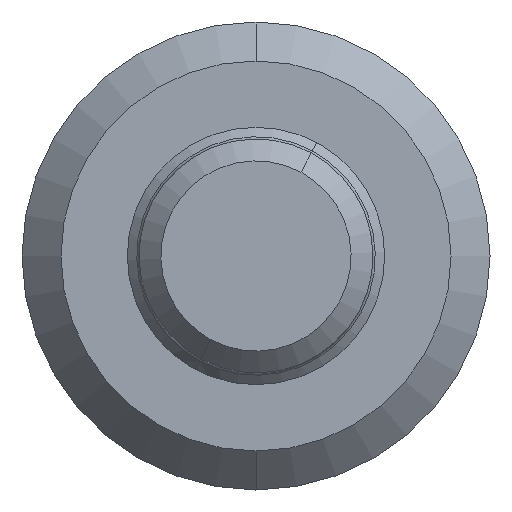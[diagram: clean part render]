
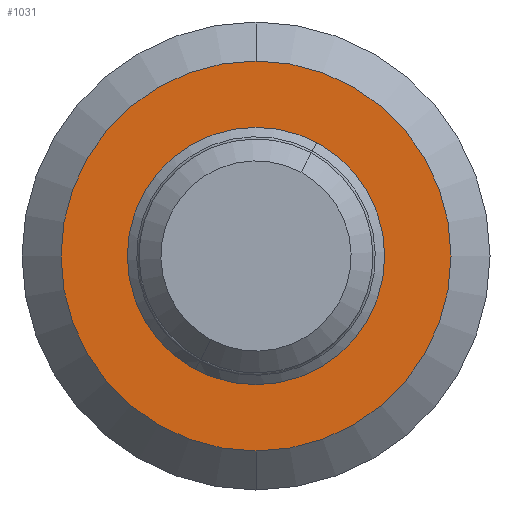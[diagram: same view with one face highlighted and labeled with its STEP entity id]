
A CAD part, front view. The second image highlights one B-rep face of the part: STEP entity #1031.
In plain terms, the highlighted face is planar.
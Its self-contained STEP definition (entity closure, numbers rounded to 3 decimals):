
#14 = DIRECTION ( 'NONE',  ( 0., 0., -1. ) ) ;
#15 = AXIS2_PLACEMENT_3D ( 'NONE', #57, #895, #83 ) ;
#30 = AXIS2_PLACEMENT_3D ( 'NONE', #1101, #507, #591 ) ;
#57 = CARTESIAN_POINT ( 'NONE',  ( 0., 11.6, 0. ) ) ;
#65 = CIRCLE ( 'NONE', #206, 2.5 ) ;
#83 = DIRECTION ( 'NONE',  ( 0., 0., 1. ) ) ;
#97 = VERTEX_POINT ( 'NONE', #311 ) ;
#173 = DIRECTION ( 'NONE',  ( 0., 0., -1. ) ) ;
#180 = CARTESIAN_POINT ( 'NONE',  ( 0., 11.6, 0. ) ) ;
#191 = VERTEX_POINT ( 'NONE', #259 ) ;
#194 = CIRCLE ( 'NONE', #30, 1.65 ) ;
#206 = AXIS2_PLACEMENT_3D ( 'NONE', #613, #768, #173 ) ;
#259 = CARTESIAN_POINT ( 'NONE',  ( 0., 11.6, -1.65 ) ) ;
#265 = AXIS2_PLACEMENT_3D ( 'NONE', #603, #930, #14 ) ;
#270 = CARTESIAN_POINT ( 'NONE',  ( 0., 11.6, 2.5 ) ) ;
#284 = FACE_OUTER_BOUND ( 'NONE', #704, .T. ) ;
#311 = CARTESIAN_POINT ( 'NONE',  ( 0., 11.6, 1.65 ) ) ;
#338 = DIRECTION ( 'NONE',  ( 0., 0., -1. ) ) ;
#364 = AXIS2_PLACEMENT_3D ( 'NONE', #180, #937, #338 ) ;
#368 = EDGE_CURVE ( 'NONE', #97, #191, #927, .T. ) ;
#471 = EDGE_CURVE ( 'NONE', #1083, #542, #735, .T. ) ;
#507 = DIRECTION ( 'NONE',  ( 0., 1., 0. ) ) ;
#542 = VERTEX_POINT ( 'NONE', #698 ) ;
#567 = EDGE_LOOP ( 'NONE', ( #857, #815 ) ) ;
#591 = DIRECTION ( 'NONE',  ( 0., 0., 1. ) ) ;
#603 = CARTESIAN_POINT ( 'NONE',  ( 3., 11.6, 0. ) ) ;
#613 = CARTESIAN_POINT ( 'NONE',  ( 0., 11.6, 0. ) ) ;
#658 = ORIENTED_EDGE ( 'NONE', *, *, #1077, .T. ) ;
#661 = PLANE ( 'NONE',  #265 ) ;
#698 = CARTESIAN_POINT ( 'NONE',  ( 0., 11.6, -2.5 ) ) ;
#704 = EDGE_LOOP ( 'NONE', ( #658, #1020 ) ) ;
#735 = CIRCLE ( 'NONE', #364, 2.5 ) ;
#768 = DIRECTION ( 'NONE',  ( 0., 1., 0. ) ) ;
#815 = ORIENTED_EDGE ( 'NONE', *, *, #920, .F. ) ;
#857 = ORIENTED_EDGE ( 'NONE', *, *, #368, .F. ) ;
#895 = DIRECTION ( 'NONE',  ( 0., 1., 0. ) ) ;
#920 = EDGE_CURVE ( 'NONE', #191, #97, #194, .T. ) ;
#927 = CIRCLE ( 'NONE', #15, 1.65 ) ;
#930 = DIRECTION ( 'NONE',  ( 0., -1., 0. ) ) ;
#937 = DIRECTION ( 'NONE',  ( 0., 1., 0. ) ) ;
#1020 = ORIENTED_EDGE ( 'NONE', *, *, #471, .T. ) ;
#1024 = FACE_BOUND ( 'NONE', #567, .T. ) ;
#1031 = ADVANCED_FACE ( 'NONE', ( #284, #1024 ), #661, .F. ) ;
#1077 = EDGE_CURVE ( 'NONE', #542, #1083, #65, .T. ) ;
#1083 = VERTEX_POINT ( 'NONE', #270 ) ;
#1101 = CARTESIAN_POINT ( 'NONE',  ( 0., 11.6, 0. ) ) ;
